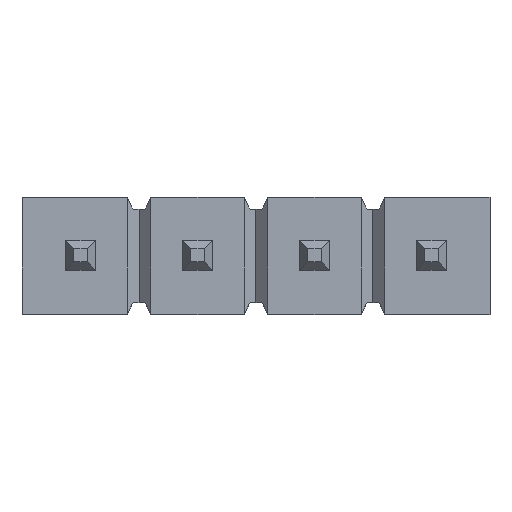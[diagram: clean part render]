
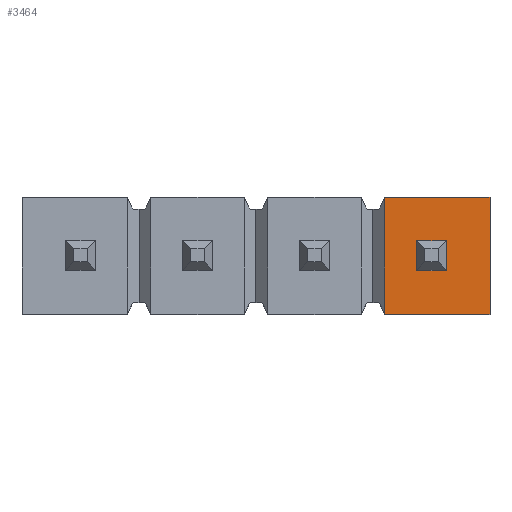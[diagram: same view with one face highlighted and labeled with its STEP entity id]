
A CAD part, top view. The second image highlights one B-rep face of the part: STEP entity #3464.
In plain terms, the highlighted planar face has unit normal (0, 0, 1).
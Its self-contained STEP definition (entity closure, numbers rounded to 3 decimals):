
#28=FACE_BOUND($,#277,.T.);
#74=FACE_OUTER_BOUND($,#276,.T.);
#276=EDGE_LOOP($,(#2440,#2441,#2442,#2443));
#277=EDGE_LOOP($,(#2444,#2445,#2446,#2447));
#444=LINE($,#4747,#938);
#479=LINE($,#4818,#973);
#482=LINE($,#4824,#976);
#485=LINE($,#4830,#979);
#487=LINE($,#4833,#981);
#490=LINE($,#4841,#984);
#585=LINE($,#5031,#1079);
#586=LINE($,#5032,#1080);
#938=VECTOR($,#3849,2.54);
#973=VECTOR($,#3900,0.635);
#976=VECTOR($,#3905,0.635);
#979=VECTOR($,#3910,0.635);
#981=VECTOR($,#3914,0.635);
#984=VECTOR($,#3919,2.54);
#1079=VECTOR($,#4070,2.286);
#1080=VECTOR($,#4071,2.286);
#1432=VERTEX_POINT($,#4744);
#1433=VERTEX_POINT($,#4746);
#1458=VERTEX_POINT($,#4811);
#1461=VERTEX_POINT($,#4816);
#1463=VERTEX_POINT($,#4822);
#1465=VERTEX_POINT($,#4828);
#1468=VERTEX_POINT($,#4838);
#1469=VERTEX_POINT($,#4840);
#1744=EDGE_CURVE($,#1433,#1432,#444,.T.);
#1779=EDGE_CURVE($,#1461,#1458,#479,.T.);
#1782=EDGE_CURVE($,#1463,#1461,#482,.T.);
#1785=EDGE_CURVE($,#1465,#1463,#485,.T.);
#1787=EDGE_CURVE($,#1458,#1465,#487,.T.);
#1790=EDGE_CURVE($,#1469,#1468,#490,.T.);
#1885=EDGE_CURVE($,#1468,#1433,#585,.T.);
#1886=EDGE_CURVE($,#1432,#1469,#586,.T.);
#2440=ORIENTED_EDGE($,*,*,#1885,.T.);
#2441=ORIENTED_EDGE($,*,*,#1744,.T.);
#2442=ORIENTED_EDGE($,*,*,#1886,.T.);
#2443=ORIENTED_EDGE($,*,*,#1790,.T.);
#2444=ORIENTED_EDGE($,*,*,#1779,.F.);
#2445=ORIENTED_EDGE($,*,*,#1782,.F.);
#2446=ORIENTED_EDGE($,*,*,#1785,.F.);
#2447=ORIENTED_EDGE($,*,*,#1787,.F.);
#3264=PLANE($,#3683);
#3464=ADVANCED_FACE($,(#74,#28),#3264,.T.);
#3683=AXIS2_PLACEMENT_3D($,#5030,#4068,#4069);
#3849=DIRECTION($,(0.,-1.,0.));
#3900=DIRECTION($,(-1.,0.,0.));
#3905=DIRECTION($,(0.,1.,0.));
#3910=DIRECTION($,(1.,0.,0.));
#3914=DIRECTION($,(0.,-1.,0.));
#3919=DIRECTION($,(0.,1.,0.));
#4068=DIRECTION('center_axis',(0.,0.,1.));
#4069=DIRECTION('ref_axis',(0.,-1.,0.));
#4070=DIRECTION($,(-1.,0.,0.));
#4071=DIRECTION($,(1.,0.,0.));
#4744=CARTESIAN_POINT('',(2.794,-1.27,2.54));
#4746=CARTESIAN_POINT('',(2.794,1.27,2.54));
#4747=CARTESIAN_POINT($,(2.794,0.,2.54));
#4811=CARTESIAN_POINT('',(3.492,0.318,2.54));
#4816=CARTESIAN_POINT('',(4.127,0.318,2.54));
#4818=CARTESIAN_POINT($,(4.127,0.318,2.54));
#4822=CARTESIAN_POINT('',(4.127,-0.317,2.54));
#4824=CARTESIAN_POINT($,(4.127,-0.317,2.54));
#4828=CARTESIAN_POINT('',(3.492,-0.317,2.54));
#4830=CARTESIAN_POINT($,(3.492,-0.317,2.54));
#4833=CARTESIAN_POINT($,(3.492,0.318,2.54));
#4838=CARTESIAN_POINT('',(5.08,1.27,2.54));
#4840=CARTESIAN_POINT('',(5.08,-1.27,2.54));
#4841=CARTESIAN_POINT($,(5.08,-1.27,2.54));
#5030=CARTESIAN_POINT('Origin',(-5.08,0.,
2.54));
#5031=CARTESIAN_POINT($,(5.08,1.27,2.54));
#5032=CARTESIAN_POINT($,(-15.24,-1.27,2.54));
